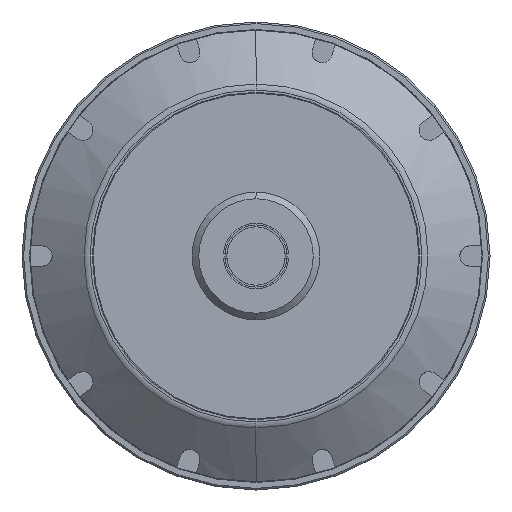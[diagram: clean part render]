
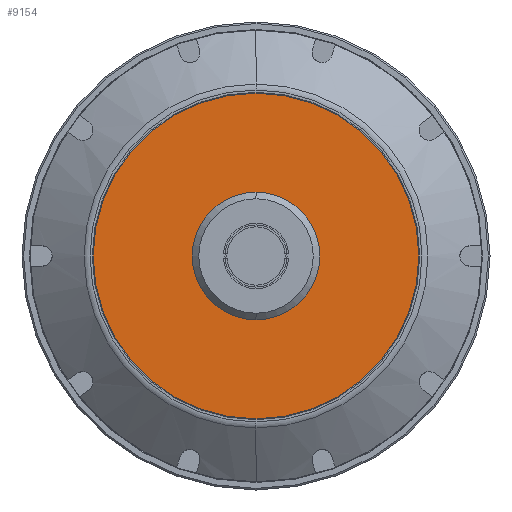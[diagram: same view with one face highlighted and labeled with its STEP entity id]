
A CAD part, left-side view. The second image highlights one B-rep face of the part: STEP entity #9154.
In plain terms, the highlighted planar face has unit normal (-1, 0, 0).
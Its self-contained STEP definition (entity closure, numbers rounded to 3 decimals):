
#952 = EDGE_LOOP ( 'NONE', ( #10853, #13876 ) ) ;
#1385 = VERTEX_POINT ( 'NONE', #9814 ) ;
#1526 = DIRECTION ( 'NONE',  ( 0., 0., 1. ) ) ;
#1856 = CARTESIAN_POINT ( 'NONE',  ( -53.34, 0., 0. ) ) ;
#1937 = EDGE_CURVE ( 'NONE', #26066, #1385, #25930, .T. ) ;
#2175 = EDGE_CURVE ( 'NONE', #15544, #24127, #6572, .T. ) ;
#2324 = EDGE_CURVE ( 'NONE', #24127, #15544, #24328, .T. ) ;
#2619 = CARTESIAN_POINT ( 'NONE',  ( -53.34, 0., 0. ) ) ;
#2913 = EDGE_CURVE ( 'NONE', #1385, #26066, #31371, .T. ) ;
#3070 = DIRECTION ( 'NONE',  ( -1., 0., 0. ) ) ;
#4733 = DIRECTION ( 'NONE',  ( -1., 0., 0. ) ) ;
#6557 = ORIENTED_EDGE ( 'NONE', *, *, #2175, .T. ) ;
#6572 = CIRCLE ( 'NONE', #32935, 49.75 ) ;
#6622 = AXIS2_PLACEMENT_3D ( 'NONE', #31593, #8829, #21140 ) ;
#7589 = CARTESIAN_POINT ( 'NONE',  ( -53.34, 0., 17.5 ) ) ;
#8829 = DIRECTION ( 'NONE',  ( 1., 0., 0. ) ) ;
#9154 = ADVANCED_FACE ( 'NONE', ( #21122, #10320 ), #15723, .F. ) ;
#9814 = CARTESIAN_POINT ( 'NONE',  ( -53.34, 0., -17.5 ) ) ;
#10297 = AXIS2_PLACEMENT_3D ( 'NONE', #16038, #3070, #31552 ) ;
#10320 = FACE_OUTER_BOUND ( 'NONE', #19776, .T. ) ;
#10853 = ORIENTED_EDGE ( 'NONE', *, *, #2913, .T. ) ;
#13023 = CARTESIAN_POINT ( 'NONE',  ( -53.34, 17.7, 0. ) ) ;
#13876 = ORIENTED_EDGE ( 'NONE', *, *, #1937, .T. ) ;
#14373 = CARTESIAN_POINT ( 'NONE',  ( -53.34, 0., -49.75 ) ) ;
#15544 = VERTEX_POINT ( 'NONE', #32440 ) ;
#15723 = PLANE ( 'NONE',  #17340 ) ;
#16038 = CARTESIAN_POINT ( 'NONE',  ( -53.34, 0., 0. ) ) ;
#17340 = AXIS2_PLACEMENT_3D ( 'NONE', #13023, #31404, #30903 ) ;
#18071 = ORIENTED_EDGE ( 'NONE', *, *, #2324, .T. ) ;
#19776 = EDGE_LOOP ( 'NONE', ( #6557, #18071 ) ) ;
#20474 = DIRECTION ( 'NONE',  ( 1., 0., 0. ) ) ;
#21122 = FACE_BOUND ( 'NONE', #952, .T. ) ;
#21140 = DIRECTION ( 'NONE',  ( 0., 0., -1. ) ) ;
#23162 = DIRECTION ( 'NONE',  ( 0., 0., -1. ) ) ;
#24127 = VERTEX_POINT ( 'NONE', #14373 ) ;
#24328 = CIRCLE ( 'NONE', #10297, 49.75 ) ;
#25930 = CIRCLE ( 'NONE', #27021, 17.5 ) ;
#26066 = VERTEX_POINT ( 'NONE', #7589 ) ;
#27021 = AXIS2_PLACEMENT_3D ( 'NONE', #2619, #20474, #23162 ) ;
#30903 = DIRECTION ( 'NONE',  ( 0., 0., -1. ) ) ;
#31371 = CIRCLE ( 'NONE', #6622, 17.5 ) ;
#31404 = DIRECTION ( 'NONE',  ( 1., 0., 0. ) ) ;
#31552 = DIRECTION ( 'NONE',  ( 0., 0., 1. ) ) ;
#31593 = CARTESIAN_POINT ( 'NONE',  ( -53.34, 0., 0. ) ) ;
#32440 = CARTESIAN_POINT ( 'NONE',  ( -53.34, 0., 49.75 ) ) ;
#32935 = AXIS2_PLACEMENT_3D ( 'NONE', #1856, #4733, #1526 ) ;
